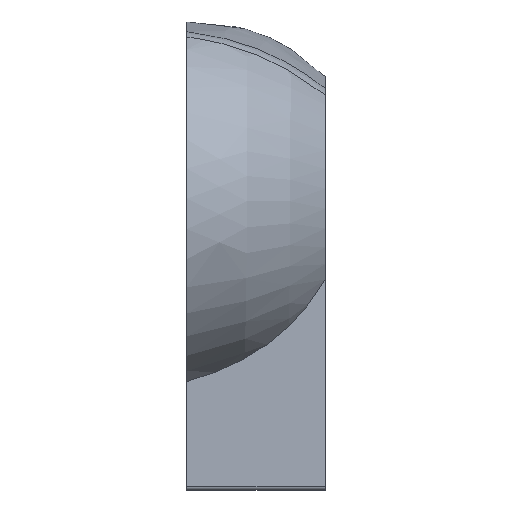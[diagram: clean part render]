
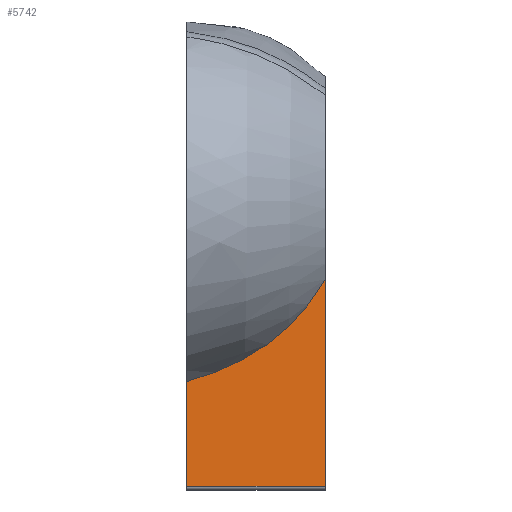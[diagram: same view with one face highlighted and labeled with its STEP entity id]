
A CAD part, left-side view. The second image highlights one B-rep face of the part: STEP entity #5742.
In plain terms, the highlighted planar face has unit normal (-0.998, -0.056, 0).
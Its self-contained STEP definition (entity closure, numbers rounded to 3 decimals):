
#179 = CARTESIAN_POINT ( 'NONE',  ( -159.542, -97.622, -45.367 ) ) ;
#294 = CARTESIAN_POINT ( 'NONE',  ( -158.614, -114.226, -21.332 ) ) ;
#354 = CARTESIAN_POINT ( 'NONE',  ( -158.658, -113.436, -22.656 ) ) ;
#382 = AXIS2_PLACEMENT_3D ( 'NONE', #916, #10539, #3890 ) ;
#816 = CARTESIAN_POINT ( 'NONE',  ( -165., 0., -195. ) ) ;
#916 = CARTESIAN_POINT ( 'NONE',  ( -165., 0., -195. ) ) ;
#1328 = VERTEX_POINT ( 'NONE', #14276 ) ;
#1361 = VECTOR ( 'NONE', #4770, 1000. ) ;
#1503 = CARTESIAN_POINT ( 'NONE',  ( -161.159, -68.694, -72.682 ) ) ;
#1622 = CARTESIAN_POINT ( 'NONE',  ( -160.952, -72.398, -69.873 ) ) ;
#2090 = LINE ( 'NONE', #7532, #7806 ) ;
#2332 = CARTESIAN_POINT ( 'NONE',  ( -165., 0., -192. ) ) ;
#2885 = CARTESIAN_POINT ( 'NONE',  ( -161.581, -61.159, -78.04 ) ) ;
#3235 = LINE ( 'NONE', #2332, #6904 ) ;
#3306 = CARTESIAN_POINT ( 'NONE',  ( -165., 0., -105. ) ) ;
#3890 = DIRECTION ( 'NONE',  ( 0.056, -0.998, 0. ) ) ;
#4082 = CARTESIAN_POINT ( 'NONE',  ( -163.703, -23.203, -97.209 ) ) ;
#4325 = FACE_OUTER_BOUND ( 'NONE', #9369, .T. ) ;
#4770 = DIRECTION ( 'NONE',  ( 0., 0., 1. ) ) ;
#4953 = EDGE_CURVE ( 'NONE', #10090, #1328, #2090, .T. ) ;
#5119 = CARTESIAN_POINT ( 'NONE',  ( -160.618, -78.377, -64.995 ) ) ;
#5389 = B_SPLINE_CURVE_WITH_KNOTS ( 'NONE', 3,
 ( #14694, #294, #354, #12979, #15618, #9363, #14751, #12061, #179, #14637, #6844, #5119, #12007, #1622, #5580, #1503, #6898, #2885, #10684, #12121, #13378, #6787, #4082, #16013, #11948, #9419 ),
 .UNSPECIFIED., .F., .F.,
 ( 4, 2, 2, 2, 2, 2, 2, 2, 2, 2, 2, 2, 4 ),
 ( 0.776, 0.78, 0.785, 0.794, 0.813, 0.832, 0.841, 0.845, 0.85, 0.869, 0.887, 0.906, 0.924 ),
 .UNSPECIFIED. ) ;
#5580 = CARTESIAN_POINT ( 'NONE',  ( -161.021, -71.17, -70.823 ) ) ;
#5742 = ADVANCED_FACE ( 'NONE', ( #4325 ), #16589, .T. ) ;
#5959 = ORIENTED_EDGE ( 'NONE', *, *, #4953, .F. ) ;
#6787 = CARTESIAN_POINT ( 'NONE',  ( -163.387, -28.85, -94.941 ) ) ;
#6844 = CARTESIAN_POINT ( 'NONE',  ( -160.235, -85.23, -58.848 ) ) ;
#6898 = CARTESIAN_POINT ( 'NONE',  ( -161.229, -67.446, -73.592 ) ) ;
#6904 = VECTOR ( 'NONE', #11504, 1000. ) ;
#7532 = CARTESIAN_POINT ( 'NONE',  ( -158.571, -115., -195. ) ) ;
#7734 = EDGE_CURVE ( 'NONE', #10090, #12916, #5389, .T. ) ;
#7806 = VECTOR ( 'NONE', #8861, 1000. ) ;
#8116 = LINE ( 'NONE', #816, #1361 ) ;
#8590 = CARTESIAN_POINT ( 'NONE',  ( -158.571, -115., -20.001 ) ) ;
#8634 = CARTESIAN_POINT ( 'NONE',  ( -165., 0., -192. ) ) ;
#8861 = DIRECTION ( 'NONE',  ( 0., 0., -1. ) ) ;
#9363 = CARTESIAN_POINT ( 'NONE',  ( -158.934, -108.492, -30.507 ) ) ;
#9369 = EDGE_LOOP ( 'NONE', ( #5959, #15783, #12208, #9859 ) ) ;
#9419 = CARTESIAN_POINT ( 'NONE',  ( -165., 0., -105. ) ) ;
#9859 = ORIENTED_EDGE ( 'NONE', *, *, #12638, .T. ) ;
#10090 = VERTEX_POINT ( 'NONE', #8590 ) ;
#10539 = DIRECTION ( 'NONE',  ( -0.998, -0.056, 0. ) ) ;
#10684 = CARTESIAN_POINT ( 'NONE',  ( -161.87, -55.979, -81.285 ) ) ;
#11504 = DIRECTION ( 'NONE',  ( 0.056, -0.998, 0. ) ) ;
#11948 = CARTESIAN_POINT ( 'NONE',  ( -164.67, -5.902, -103.264 ) ) ;
#12007 = CARTESIAN_POINT ( 'NONE',  ( -160.749, -76.026, -66.983 ) ) ;
#12061 = CARTESIAN_POINT ( 'NONE',  ( -159.33, -101.416, -40.568 ) ) ;
#12121 = CARTESIAN_POINT ( 'NONE',  ( -162.464, -45.366, -87.245 ) ) ;
#12208 = ORIENTED_EDGE ( 'NONE', *, *, #16486, .F. ) ;
#12638 = EDGE_CURVE ( 'NONE', #12905, #1328, #3235, .T. ) ;
#12905 = VERTEX_POINT ( 'NONE', #8634 ) ;
#12916 = VERTEX_POINT ( 'NONE', #3306 ) ;
#12979 = CARTESIAN_POINT ( 'NONE',  ( -158.748, -111.825, -25.291 ) ) ;
#13378 = CARTESIAN_POINT ( 'NONE',  ( -162.767, -39.932, -89.959 ) ) ;
#14276 = CARTESIAN_POINT ( 'NONE',  ( -158.571, -115., -192. ) ) ;
#14637 = CARTESIAN_POINT ( 'NONE',  ( -159.995, -89.53, -54.508 ) ) ;
#14694 = CARTESIAN_POINT ( 'NONE',  ( -158.571, -115., -20.001 ) ) ;
#14751 = CARTESIAN_POINT ( 'NONE',  ( -159.031, -106.765, -33.06 ) ) ;
#15618 = CARTESIAN_POINT ( 'NONE',  ( -158.794, -111.002, -26.604 ) ) ;
#15783 = ORIENTED_EDGE ( 'NONE', *, *, #7734, .T. ) ;
#16013 = CARTESIAN_POINT ( 'NONE',  ( -164.344, -11.729, -101.37 ) ) ;
#16486 = EDGE_CURVE ( 'NONE', #12905, #12916, #8116, .T. ) ;
#16589 = PLANE ( 'NONE',  #382 ) ;
